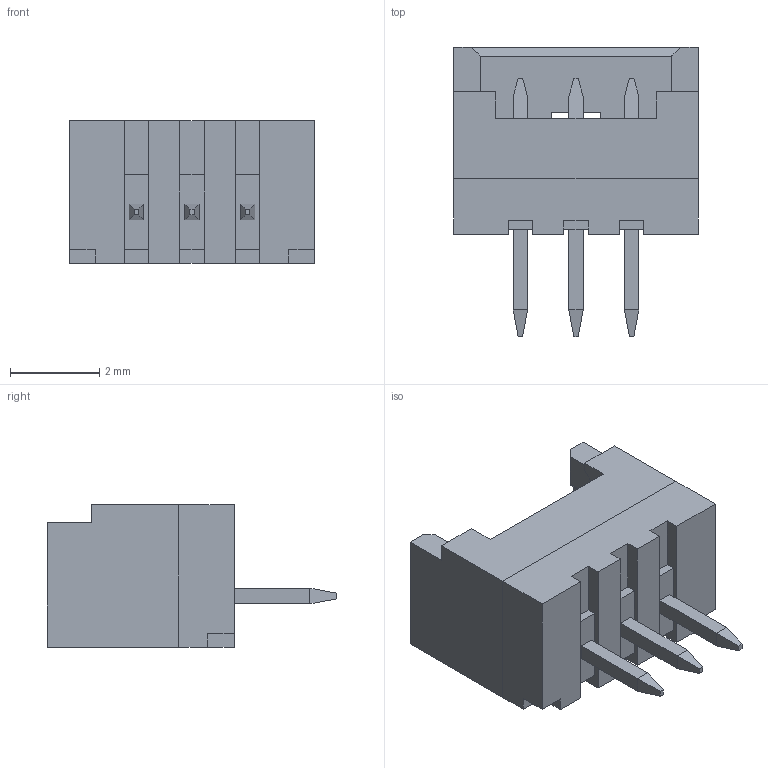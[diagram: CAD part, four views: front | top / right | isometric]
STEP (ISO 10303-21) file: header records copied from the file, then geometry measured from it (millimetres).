
FILE_DESCRIPTION(/* description */ (''),/* implementation_level */ '2;1');
FILE_NAME(/* name */ '530470310.step',/* time_stamp */ '2020-10-04T12:42:50-05:00',/* author */ (''),/* organization */ (''),/* preprocessor_version */ 'ST-DEVELOPER v18.1',/* originating_system */ 'Autodesk Translation Framework v9.3.0.1241',/* authorisation */ '');
FILE_SCHEMA (('AUTOMOTIVE_DESIGN { 1 0 10303 214 3 1 1 }'));
Length unit declared in the file: millimetre
Products named in the file (1): 530470310
Bounding box: 5.5 x 6.5 x 3.2 mm (x, y, z)
Volume: 39 mm3; surface area: 177.3 mm2
Topology: 8 solids, 8 shells, 137 faces, 352 edges, 230 vertices
Faces by surface type: plane 133, cylinder 4
Entity records: 4110 total; most frequent: CARTESIAN_POINT 720, ORIENTED_EDGE 704, DIRECTION 636, EDGE_CURVE 352, LINE 344, VECTOR 344, VERTEX_POINT 230, AXIS2_PLACEMENT_3D 146
